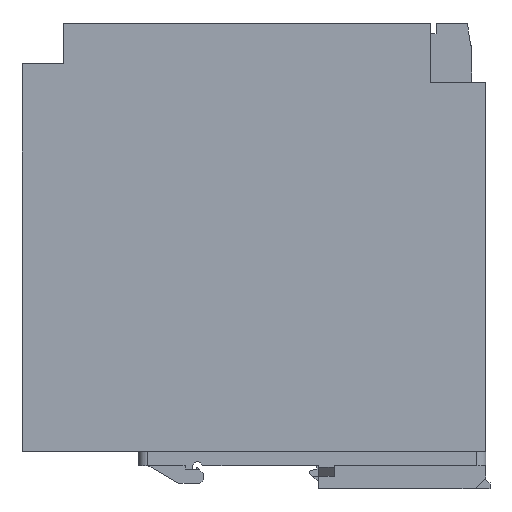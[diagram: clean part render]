
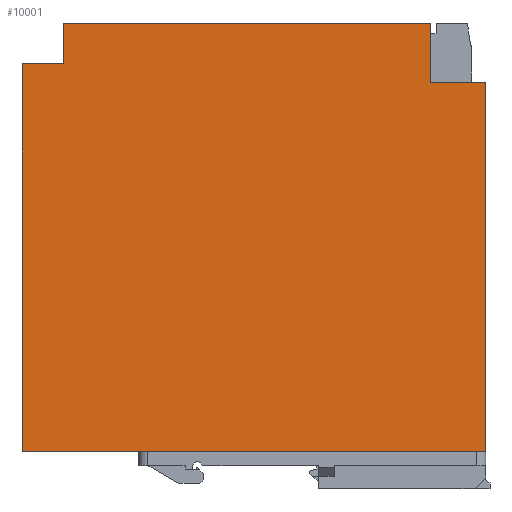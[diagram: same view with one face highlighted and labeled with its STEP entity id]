
A CAD part, left-side view. The second image highlights one B-rep face of the part: STEP entity #10001.
In plain terms, the highlighted planar face has unit normal (-1, 0, 0).
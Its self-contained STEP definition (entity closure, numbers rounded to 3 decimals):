
#9977=AXIS2_PLACEMENT_3D('Plane Axis2P3D',#9974,#9975,#9976) ;
#41=CARTESIAN_POINT('Vertex',(0.,119.6,130.35)) ;
#46=CARTESIAN_POINT('Line Origine',(0.,68.15,130.35)) ;
#50=CARTESIAN_POINT('Vertex',(0.,16.7,130.35)) ;
#9469=CARTESIAN_POINT('Vertex',(0.,1.2,10.45)) ;
#9472=CARTESIAN_POINT('Line Origine',(0.,66.2,10.45)) ;
#9476=CARTESIAN_POINT('Vertex',(0.,131.2,10.45)) ;
#9530=CARTESIAN_POINT('Vertex',(0.,1.2,113.95)) ;
#9533=CARTESIAN_POINT('Line Origine',(0.,1.2,62.2)) ;
#9685=CARTESIAN_POINT('Vertex',(0.,16.7,113.95)) ;
#9688=CARTESIAN_POINT('Line Origine',(0.,8.95,113.95)) ;
#9711=CARTESIAN_POINT('Line Origine',(0.,16.7,122.15)) ;
#9819=CARTESIAN_POINT('Line Origine',(0.,131.2,64.75)) ;
#9823=CARTESIAN_POINT('Vertex',(0.,131.2,119.05)) ;
#9974=CARTESIAN_POINT('Axis2P3D Location',(0.,66.,-0.05)) ;
#9979=CARTESIAN_POINT('Line Origine',(0.,119.6,124.7)) ;
#9983=CARTESIAN_POINT('Vertex',(0.,119.6,119.05)) ;
#9986=CARTESIAN_POINT('Line Origine',(0.,125.4,119.05)) ;
#47=DIRECTION('Vector Direction',(0.,-1.,0.)) ;
#9473=DIRECTION('Vector Direction',(0.,-1.,0.)) ;
#9534=DIRECTION('Vector Direction',(0.,0.,1.)) ;
#9689=DIRECTION('Vector Direction',(0.,-1.,0.)) ;
#9712=DIRECTION('Vector Direction',(0.,0.,1.)) ;
#9820=DIRECTION('Vector Direction',(0.,0.,-1.)) ;
#9975=DIRECTION('Axis2P3D Direction',(1.,0.,0.)) ;
#9976=DIRECTION('Axis2P3D XDirection',(0.,1.,0.)) ;
#9980=DIRECTION('Vector Direction',(0.,0.,1.)) ;
#9987=DIRECTION('Vector Direction',(0.,-1.,0.)) ;
#48=VECTOR('Line Direction',#47,1.) ;
#9474=VECTOR('Line Direction',#9473,1.) ;
#9535=VECTOR('Line Direction',#9534,1.) ;
#9690=VECTOR('Line Direction',#9689,1.) ;
#9713=VECTOR('Line Direction',#9712,1.) ;
#9821=VECTOR('Line Direction',#9820,1.) ;
#9981=VECTOR('Line Direction',#9980,1.) ;
#9988=VECTOR('Line Direction',#9987,1.) ;
#9992=ORIENTED_EDGE('',*,*,#52,.F.) ;
#9993=ORIENTED_EDGE('',*,*,#9985,.F.) ;
#9994=ORIENTED_EDGE('',*,*,#9990,.F.) ;
#9995=ORIENTED_EDGE('',*,*,#9825,.F.) ;
#9996=ORIENTED_EDGE('',*,*,#9478,.F.) ;
#9997=ORIENTED_EDGE('',*,*,#9537,.F.) ;
#9998=ORIENTED_EDGE('',*,*,#9692,.F.) ;
#9999=ORIENTED_EDGE('',*,*,#9715,.F.) ;
#10001=ADVANCED_FACE('STROMVERSORGUNG',(#10000),#9978,.F.) ;
#52=EDGE_CURVE('',#42,#51,#49,.T.) ;
#9478=EDGE_CURVE('',#9470,#9477,#9475,.F.) ;
#9537=EDGE_CURVE('',#9531,#9470,#9536,.F.) ;
#9692=EDGE_CURVE('',#9686,#9531,#9691,.T.) ;
#9715=EDGE_CURVE('',#51,#9686,#9714,.F.) ;
#9825=EDGE_CURVE('',#9477,#9824,#9822,.F.) ;
#9985=EDGE_CURVE('',#9984,#42,#9982,.T.) ;
#9990=EDGE_CURVE('',#9824,#9984,#9989,.T.) ;
#9991=EDGE_LOOP('',(#9992,#9993,#9994,#9995,#9996,#9997,#9998,#9999)) ;
#10000=FACE_OUTER_BOUND('',#9991,.T.) ;
#49=LINE('Line',#46,#48) ;
#9475=LINE('Line',#9472,#9474) ;
#9536=LINE('Line',#9533,#9535) ;
#9691=LINE('Line',#9688,#9690) ;
#9714=LINE('Line',#9711,#9713) ;
#9822=LINE('Line',#9819,#9821) ;
#9982=LINE('Line',#9979,#9981) ;
#9989=LINE('Line',#9986,#9988) ;
#9978=PLANE('',#9977) ;
#42=VERTEX_POINT('',#41) ;
#51=VERTEX_POINT('',#50) ;
#9470=VERTEX_POINT('',#9469) ;
#9477=VERTEX_POINT('',#9476) ;
#9531=VERTEX_POINT('',#9530) ;
#9686=VERTEX_POINT('',#9685) ;
#9824=VERTEX_POINT('',#9823) ;
#9984=VERTEX_POINT('',#9983) ;
